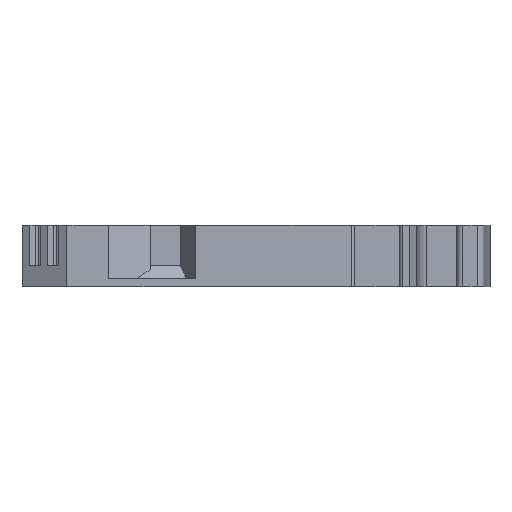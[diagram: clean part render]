
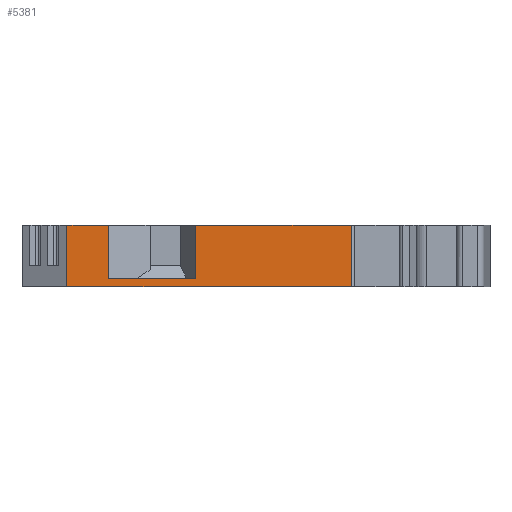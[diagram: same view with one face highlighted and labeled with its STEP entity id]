
A CAD part, left-side view. The second image highlights one B-rep face of the part: STEP entity #5381.
In plain terms, the highlighted planar face has unit normal (-1, 0, 0).
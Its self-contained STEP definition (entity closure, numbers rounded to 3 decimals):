
#369=DIRECTION('',(0.,-1.,0.));
#370=VECTOR('',#369,42.4);
#371=CARTESIAN_POINT('',(-29.4,28.2,-4.6));
#372=LINE('',#371,#370);
#969=DIRECTION('',(0.,-1.,0.));
#970=VECTOR('',#969,23.2);
#971=CARTESIAN_POINT('',(-29.4,9.,4.6));
#972=LINE('',#971,#970);
#993=DIRECTION('',(0.,-1.,0.));
#994=VECTOR('',#993,6.2);
#995=CARTESIAN_POINT('',(-29.4,28.2,4.6));
#996=LINE('',#995,#994);
#1993=DIRECTION('',(0.,0.,-1.));
#1994=VECTOR('',#1993,7.916);
#1995=CARTESIAN_POINT('',(-29.4,22.,4.6));
#1996=LINE('',#1995,#1994);
#1997=DIRECTION('',(0.,1.,0.));
#1998=VECTOR('',#1997,13.);
#1999=CARTESIAN_POINT('',(-29.4,9.,-3.316));
#2000=LINE('',#1999,#1998);
#2001=DIRECTION('',(0.,0.,-1.));
#2002=VECTOR('',#2001,7.916);
#2003=CARTESIAN_POINT('',(-29.4,9.,4.6));
#2004=LINE('',#2003,#2002);
#2005=DIRECTION('',(0.,0.,1.));
#2006=VECTOR('',#2005,9.2);
#2007=CARTESIAN_POINT('',(-29.4,28.2,-4.6));
#2008=LINE('',#2007,#2006);
#2069=DIRECTION('',(0.,0.,1.));
#2070=VECTOR('',#2069,9.2);
#2071=CARTESIAN_POINT('',(-29.4,-14.2,-4.6));
#2072=LINE('',#2071,#2070);
#2191=CARTESIAN_POINT('',(-29.4,28.2,-4.6));
#2192=VERTEX_POINT('',#2191);
#2193=CARTESIAN_POINT('',(-29.4,-14.2,-4.6));
#2194=VERTEX_POINT('',#2193);
#2365=CARTESIAN_POINT('',(-29.4,-14.2,4.6));
#2367=VERTEX_POINT('',#2365);
#2497=CARTESIAN_POINT('',(-29.4,28.2,4.6));
#2498=VERTEX_POINT('',#2497);
#2593=CARTESIAN_POINT('',(-29.4,22.,4.6));
#2595=VERTEX_POINT('',#2593);
#2603=CARTESIAN_POINT('',(-29.4,9.,4.6));
#2604=VERTEX_POINT('',#2603);
#2605=CARTESIAN_POINT('',(-29.4,22.,-3.316));
#2606=VERTEX_POINT('',#2605);
#2607=CARTESIAN_POINT('',(-29.4,9.,-3.316));
#2608=VERTEX_POINT('',#2607);
#5362=CARTESIAN_POINT('',(-29.4,28.2,-4.6));
#5363=DIRECTION('',(-1.,0.,0.));
#5364=DIRECTION('',(0.,-1.,0.));
#5365=AXIS2_PLACEMENT_3D('',#5362,#5363,#5364);
#5366=PLANE('',#5365);
#5368=ORIENTED_EDGE('',*,*,#5367,.T.);
#5370=ORIENTED_EDGE('',*,*,#5369,.F.);
#5372=ORIENTED_EDGE('',*,*,#5371,.F.);
#5373=ORIENTED_EDGE('',*,*,#3302,.T.);
#5375=ORIENTED_EDGE('',*,*,#5374,.F.);
#5376=ORIENTED_EDGE('',*,*,#2962,.F.);
#5377=ORIENTED_EDGE('',*,*,#3806,.T.);
#5378=ORIENTED_EDGE('',*,*,#3314,.T.);
#5379=EDGE_LOOP('',(#5368,#5370,#5372,#5373,#5375,#5376,#5377,#5378));
#5380=FACE_OUTER_BOUND('',#5379,.F.);
#2962=EDGE_CURVE('',#2192,#2194,#372,.T.);
#3302=EDGE_CURVE('',#2604,#2367,#972,.T.);
#3314=EDGE_CURVE('',#2498,#2595,#996,.T.);
#3806=EDGE_CURVE('',#2192,#2498,#2008,.T.);
#5367=EDGE_CURVE('',#2595,#2606,#1996,.T.);
#5369=EDGE_CURVE('',#2608,#2606,#2000,.T.);
#5371=EDGE_CURVE('',#2604,#2608,#2004,.T.);
#5374=EDGE_CURVE('',#2194,#2367,#2072,.T.);
#5381=ADVANCED_FACE('',(#5380),#5366,.T.);
